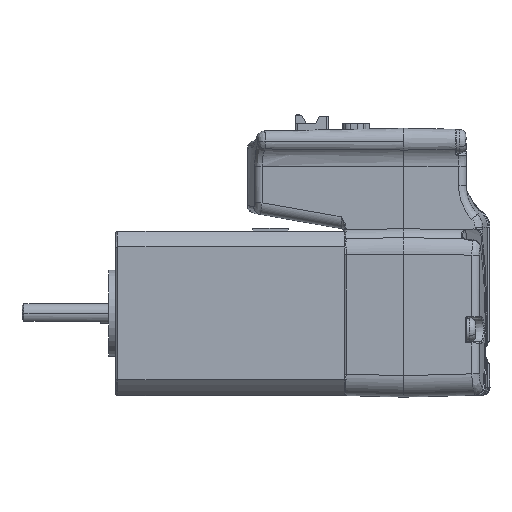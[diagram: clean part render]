
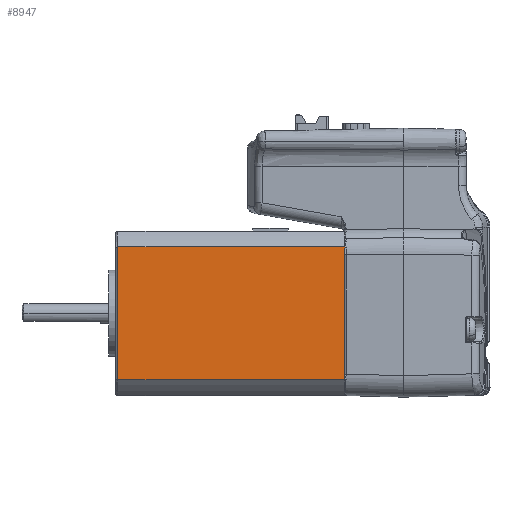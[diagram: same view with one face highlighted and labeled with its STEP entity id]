
A CAD part, left-side view. The second image highlights one B-rep face of the part: STEP entity #8947.
In plain terms, the highlighted planar face has unit normal (-1, 0, 0).
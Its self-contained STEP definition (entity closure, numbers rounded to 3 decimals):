
#8947=ADVANCED_FACE('     F63',(#19268),#19269,.T.);
#19268=FACE_OUTER_BOUND('',#42709,.T.);
#19269=PLANE('',#42710);
#42709=EDGE_LOOP('',(#69119,#69120,#69121,#69122));
#42710=AXIS2_PLACEMENT_3D('',#69123,#69124,#69125);
#69119=ORIENTED_EDGE('',*,*,#84052,.T.);
#69120=ORIENTED_EDGE('',*,*,#82893,.F.);
#69121=ORIENTED_EDGE('',*,*,#79454,.T.);
#69122=ORIENTED_EDGE('',*,*,#83393,.T.);
#69123=CARTESIAN_POINT('',(117.738,-0.5,-16.971));
#69124=DIRECTION('',(-1.0,0.0,0.0));
#69125=DIRECTION('',(0.0,0.,1.0));
#79454=EDGE_CURVE('',#88323,#88321,#88324,.F.);
#82893=EDGE_CURVE('',#88323,#93577,#93579,.F.);
#83393=EDGE_CURVE('',#88321,#91954,#94221,.F.);
#84052=EDGE_CURVE('',#91954,#93577,#95057,.T.);
#88321=VERTEX_POINT('',#101438);
#88323=VERTEX_POINT('',#101445);
#88324=LINE('',#101446,#101447);
#91954=VERTEX_POINT('',#107849);
#93577=VERTEX_POINT('',#111331);
#93579=LINE('',#111333,#111334);
#94221=LINE('',#112544,#112545);
#95057=LINE('',#113995,#113996);
#101438=CARTESIAN_POINT('',(117.738,58.0,-16.971));
#101445=CARTESIAN_POINT('',(117.738,58.,16.971));
#101446=CARTESIAN_POINT('',(117.738,58.,-16.971));
#101447=VECTOR('',#119567,1000.0);
#107849=CARTESIAN_POINT('',(117.738,0.,-16.971));
#111331=CARTESIAN_POINT('',(117.738,0.,16.971));
#111333=CARTESIAN_POINT('',(117.738,-0.5,16.971));
#111334=VECTOR('',#123536,1000.0);
#112544=CARTESIAN_POINT('',(117.738,-0.5,-16.971));
#112545=VECTOR('',#123992,1000.0);
#113995=CARTESIAN_POINT('',(117.738,0.,-16.971));
#113996=VECTOR('',#124649,1000.0);
#119567=DIRECTION('',(0.0,0.,1.0));
#123536=DIRECTION('',(0.,1.0,0.));
#123992=DIRECTION('',(0.0,1.0,0.));
#124649=DIRECTION('',(0.0,0.,1.0));
